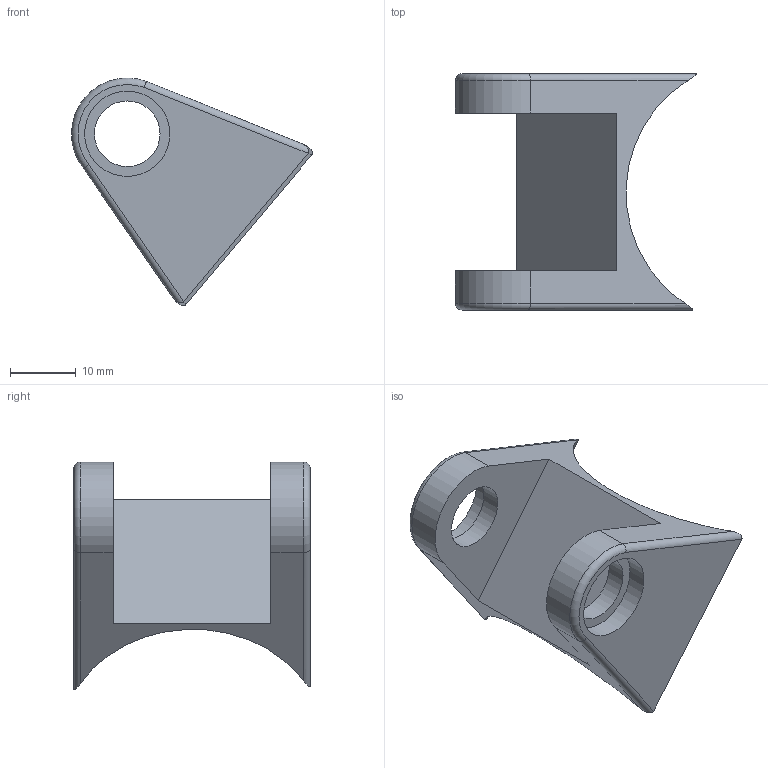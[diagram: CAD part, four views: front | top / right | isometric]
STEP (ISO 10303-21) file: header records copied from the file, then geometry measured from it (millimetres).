
FILE_DESCRIPTION(('FreeCAD Model'),'2;1');
FILE_NAME( 'Fixation pied amortisseur.step', '2020-09-14T11:35:40',('Author'),(''), 'Open CASCADE STEP processor 7.3','FreeCAD','Unknown');
FILE_SCHEMA(('AUTOMOTIVE_DESIGN { 1 0 10303 214 1 1 1 1 }'));
Length unit declared in the file: millimetre
Products named in the file (1): Fixation_pied_amortisseur
Bounding box: 36.73 x 36 x 34.73 mm (x, y, z)
Volume: 6985.2 mm3; surface area: 4844.9 mm2
Topology: 1 solids, 1 shells, 22 faces, 50 edges, 32 vertices
Faces by surface type: cylinder 11, plane 9, torus 2
Full cylindrical faces by diameter (mm): 10 x2, 13 x2
Entity records: 1660 total; most frequent: CARTESIAN_POINT 623, DIRECTION 189, ORIENTED_EDGE 100, PCURVE 100, DEFINITIONAL_REPRESENTATION 100, LINE 94, VECTOR 94, EDGE_CURVE 50
